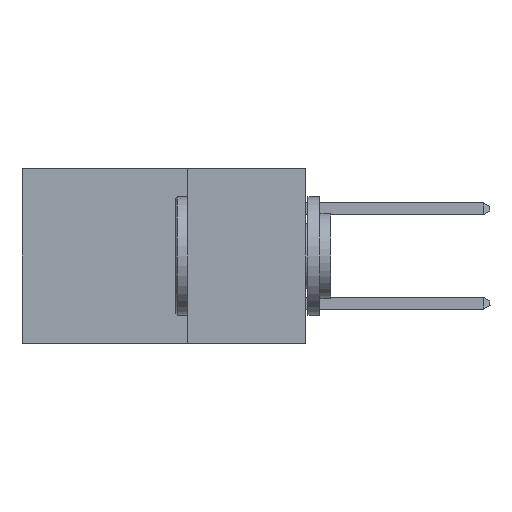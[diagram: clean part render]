
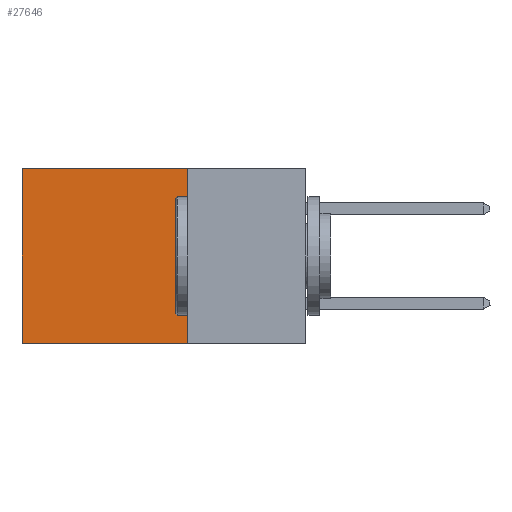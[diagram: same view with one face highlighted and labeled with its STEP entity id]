
A CAD part, left-side view. The second image highlights one B-rep face of the part: STEP entity #27646.
In plain terms, the highlighted planar face has unit normal (-1, 0, 0).
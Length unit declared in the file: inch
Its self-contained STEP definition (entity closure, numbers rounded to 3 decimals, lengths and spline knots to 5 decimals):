
#474 = EDGE_CURVE ( 'NONE', #1057, #20686, #23774, .T. ) ;
#541 = PLANE ( 'NONE',  #8268 ) ;
#737 = DIRECTION ( 'NONE',  ( 0., 1., 0. ) ) ;
#1057 = VERTEX_POINT ( 'NONE', #24064 ) ;
#1454 = VECTOR ( 'NONE', #20398, 39.37008 ) ;
#1867 = DIRECTION ( 'NONE',  ( 0., 1., 0. ) ) ;
#4409 = EDGE_CURVE ( 'NONE', #25109, #20686, #20539, .T. ) ;
#6464 = ORIENTED_EDGE ( 'NONE', *, *, #22819, .T. ) ;
#7979 = EDGE_CURVE ( 'NONE', #11058, #1057, #14311, .T. ) ;
#8268 = AXIS2_PLACEMENT_3D ( 'NONE', #26770, #12739, #29078 ) ;
#8529 = CARTESIAN_POINT ( 'NONE',  ( 0.298, 0.25, 0. ) ) ;
#9556 = CARTESIAN_POINT ( 'NONE',  ( 0.298, 0.25, -0.37 ) ) ;
#10412 = LINE ( 'NONE', #30211, #22249 ) ;
#11058 = VERTEX_POINT ( 'NONE', #28072 ) ;
#11936 = ORIENTED_EDGE ( 'NONE', *, *, #7979, .F. ) ;
#12622 = FACE_OUTER_BOUND ( 'NONE', #26022, .T. ) ;
#12738 = ORIENTED_EDGE ( 'NONE', *, *, #4409, .T. ) ;
#12739 = DIRECTION ( 'NONE',  ( 1., 0., 0. ) ) ;
#14307 = VECTOR ( 'NONE', #24198, 39.37008 ) ;
#14311 = LINE ( 'NONE', #8529, #1454 ) ;
#15943 = CARTESIAN_POINT ( 'NONE',  ( 0.298, 0.6, 0. ) ) ;
#17550 = VECTOR ( 'NONE', #737, 39.37008 ) ;
#17736 = CARTESIAN_POINT ( 'NONE',  ( 0.298, 0.6, -0.37 ) ) ;
#18198 = CARTESIAN_POINT ( 'NONE',  ( 0.298, 0.6, 0. ) ) ;
#20398 = DIRECTION ( 'NONE',  ( 0., 0., -1. ) ) ;
#20539 = LINE ( 'NONE', #15943, #14307 ) ;
#20686 = VERTEX_POINT ( 'NONE', #17736 ) ;
#22249 = VECTOR ( 'NONE', #1867, 39.37008 ) ;
#22819 = EDGE_CURVE ( 'NONE', #11058, #25109, #10412, .T. ) ;
#23774 = LINE ( 'NONE', #9556, #17550 ) ;
#24064 = CARTESIAN_POINT ( 'NONE',  ( 0.298, 0.25, -0.37 ) ) ;
#24198 = DIRECTION ( 'NONE',  ( 0., 0., -1. ) ) ;
#25109 = VERTEX_POINT ( 'NONE', #18198 ) ;
#26022 = EDGE_LOOP ( 'NONE', ( #12738, #27499, #11936, #6464 ) ) ;
#26770 = CARTESIAN_POINT ( 'NONE',  ( 0.298, 0.25, 0. ) ) ;
#27499 = ORIENTED_EDGE ( 'NONE', *, *, #474, .F. ) ;
#27646 = ADVANCED_FACE ( 'NONE', ( #12622 ), #541, .F. ) ;
#28072 = CARTESIAN_POINT ( 'NONE',  ( 0.298, 0.25, 0. ) ) ;
#29078 = DIRECTION ( 'NONE',  ( 0., 0., -1. ) ) ;
#30211 = CARTESIAN_POINT ( 'NONE',  ( 0.298, 0.25, 0. ) ) ;
